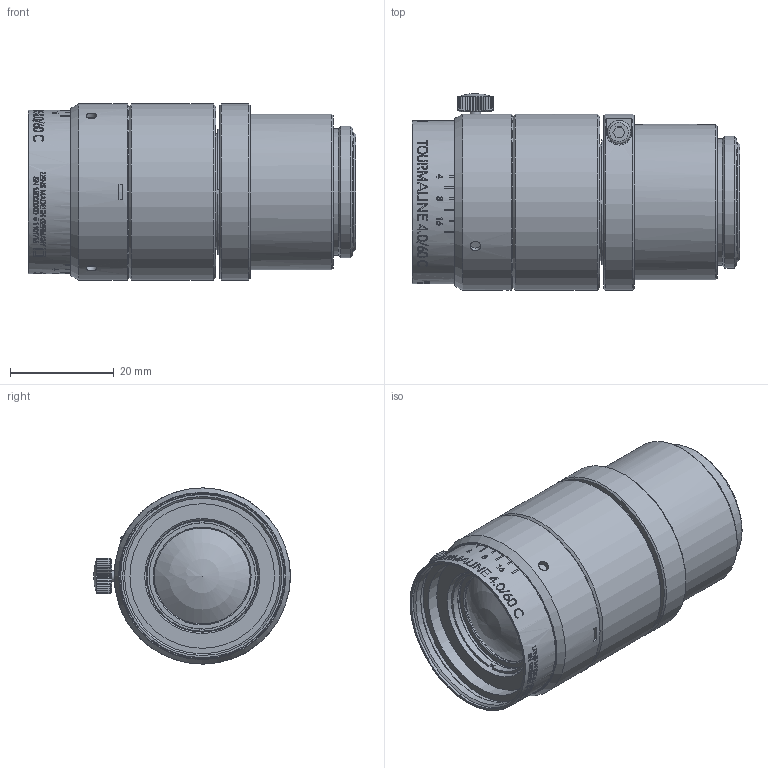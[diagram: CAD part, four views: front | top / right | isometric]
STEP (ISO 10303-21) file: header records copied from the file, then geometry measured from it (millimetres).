
FILE_DESCRIPTION(/* description */ (''),/* implementation_level */ '2;1');
FILE_NAME(/* name */ '1101716_00162903_003.stp',/* time_stamp */ '2021-10-01T11:33:57+02:00',/* author */ (''),/* organization */ (''),/* preprocessor_version */ 'ST-DEVELOPER v16',/* originating_system */ 'SIEMENS PLM Software NX 10.0',/* authorisation */ '');
FILE_SCHEMA (('AP203_CONFIGURATION_CONTROLLED_3D_DESIGN_OF_MECHANICAL_PARTS_AND_ASSEMBLIES_MIM_LF { 1 0 10303 403 2 1 2}'));
Length unit declared in the file: millimetre
Products named in the file (1): Froe06749266afov
Bounding box: 63.2 x 37.94 x 34 mm (x, y, z)
Volume: 36541 mm3; surface area: 17819.6 mm2
Topology: 1 solids, 5 shells, 454 faces, 1616 edges, 1279 vertices
Faces by surface type: cylinder 212, plane 203, cone 35, sphere 3, torus 1
Full cylindrical faces by diameter (mm): 1.6 x1, 2 x1, 2.05 x3, 2.5 x2, 4.5 x1, 18.5 x1, 20 x1, 20.5 x1, 21 x2, 21.3 x1, 22.2 x1, 22.5 x1, 23 x2, 23.1 x2, 24 x1, 24.4 x1, 25.4 x1, 27.9 x1, 30 x2, 30.7 x2, 31.5 x1, 31.51 x1, 32 x1, 32.04 x1, 32.5 x1, 34 x2
Entity records: 19678 total; most frequent: CARTESIAN_POINT 6956, ORIENTED_EDGE 3023, DIRECTION 1953, EDGE_CURVE 1525, VERTEX_POINT 1250, AXIS2_PLACEMENT_3D 797, B_SPLINE_CURVE_WITH_KNOTS 786, EDGE_LOOP 654
